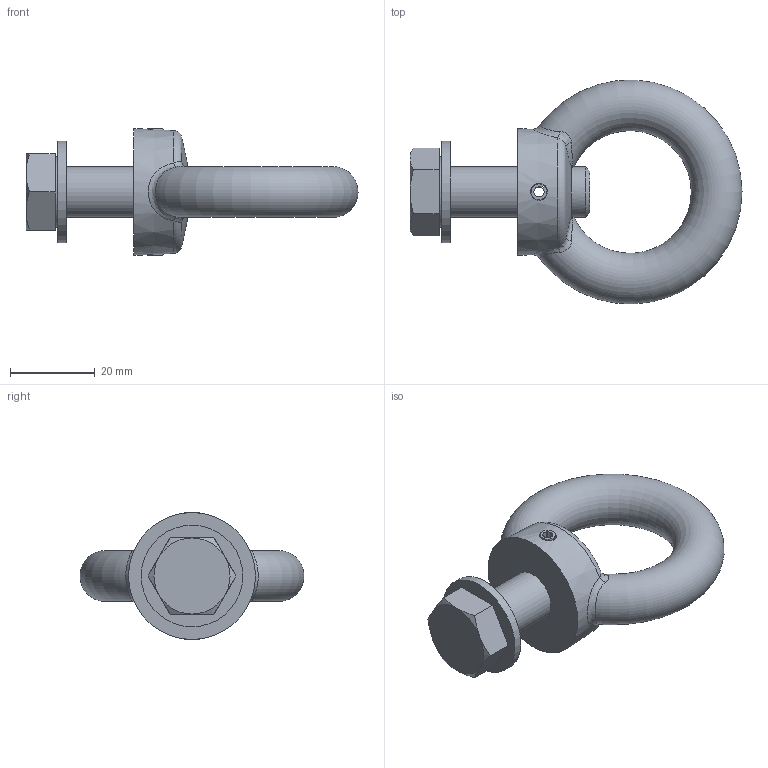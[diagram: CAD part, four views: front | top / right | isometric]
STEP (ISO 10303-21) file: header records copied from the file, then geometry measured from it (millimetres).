
FILE_DESCRIPTION(/* description */ ('Anneau M12'),/* implementation_level */ '2;1');
FILE_NAME(/* name */ '8531.stp',/* time_stamp */ '2019-08-05T09:38:47+02:00',/* author */ ('DOMINIQUE'),/* organization */ (''),/* preprocessor_version */ 'ST-DEVELOPER v17.2',/* originating_system */ 'Autodesk Inventor 2019',/* authorisation */ '');
FILE_SCHEMA (('AUTOMOTIVE_DESIGN { 1 0 10303 214 3 1 1 }'));
Length unit declared in the file: millimetre
Products named in the file (1): 8531
Bounding box: 78.5 x 52.94 x 30 mm (x, y, z)
Volume: 24784 mm3; surface area: 8590.7 mm2
Topology: 1 solids, 1 shells, 61 faces, 157 edges, 101 vertices
Faces by surface type: plane 19, bspline 18, cone 12, cylinder 7, torus 5
Full cylindrical faces by diameter (mm): 4 x1, 12 x2, 12.1 x1, 16.63 x1, 24 x1
Entity records: 2549 total; most frequent: CARTESIAN_POINT 1049, ORIENTED_EDGE 316, DIRECTION 248, EDGE_CURVE 158, AXIS2_PLACEMENT_3D 107, VERTEX_POINT 102, EDGE_LOOP 68, CIRCLE 63
